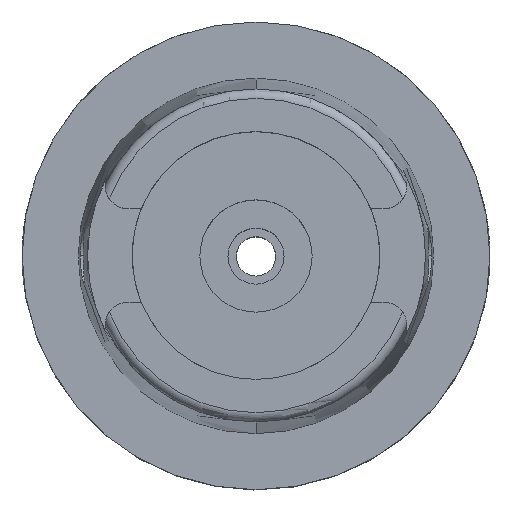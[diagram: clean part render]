
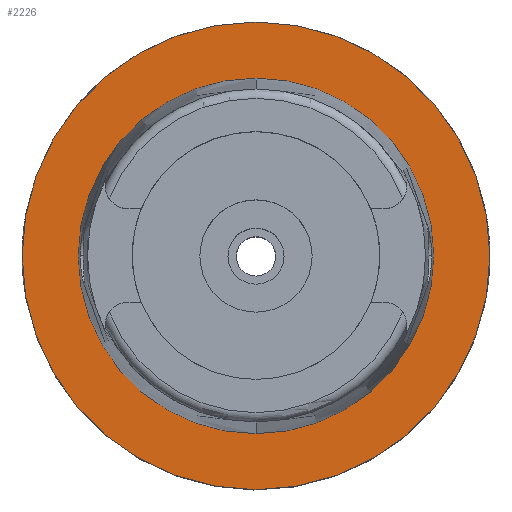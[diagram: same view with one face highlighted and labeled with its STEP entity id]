
A CAD part, top view. The second image highlights one B-rep face of the part: STEP entity #2226.
In plain terms, the highlighted planar face has unit normal (0, 0, 1).
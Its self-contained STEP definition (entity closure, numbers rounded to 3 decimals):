
#86 = PLANE ( 'NONE',  #1517 ) ;
#111 = DIRECTION ( 'NONE',  ( 0., 0., 1. ) ) ;
#305 = VERTEX_POINT ( 'NONE', #3469 ) ;
#308 = ORIENTED_EDGE ( 'NONE', *, *, #2187, .F. ) ;
#374 = CARTESIAN_POINT ( 'NONE',  ( 0., 0., 0. ) ) ;
#423 = DIRECTION ( 'NONE',  ( 0., 0., -1. ) ) ;
#849 = DIRECTION ( 'NONE',  ( 1., 0., 0. ) ) ;
#934 = FACE_BOUND ( 'NONE', #2480, .T. ) ;
#1180 = VERTEX_POINT ( 'NONE', #3678 ) ;
#1368 = FACE_OUTER_BOUND ( 'NONE', #3000, .T. ) ;
#1419 = CIRCLE ( 'NONE', #4021, 38. ) ;
#1477 = ORIENTED_EDGE ( 'NONE', *, *, #3670, .F. ) ;
#1517 = AXIS2_PLACEMENT_3D ( 'NONE', #2146, #3072, #849 ) ;
#2146 = CARTESIAN_POINT ( 'NONE',  ( 0., 0., 0. ) ) ;
#2187 = EDGE_CURVE ( 'NONE', #1180, #305, #4310, .T. ) ;
#2226 = ADVANCED_FACE ( 'NONE', ( #1368, #934 ), #86, .T. ) ;
#2383 = EDGE_CURVE ( 'NONE', #3198, #4264, #3134, .T. ) ;
#2480 = EDGE_LOOP ( 'NONE', ( #3093, #3381 ) ) ;
#2680 = CARTESIAN_POINT ( 'NONE',  ( 0., 0., 0. ) ) ;
#2683 = AXIS2_PLACEMENT_3D ( 'NONE', #374, #3779, #5505 ) ;
#2756 = CARTESIAN_POINT ( 'NONE',  ( 0., 0., 0. ) ) ;
#2777 = DIRECTION ( 'NONE',  ( 0., -1., 0. ) ) ;
#3000 = EDGE_LOOP ( 'NONE', ( #1477, #308 ) ) ;
#3072 = DIRECTION ( 'NONE',  ( 0., 0., 1. ) ) ;
#3093 = ORIENTED_EDGE ( 'NONE', *, *, #4493, .F. ) ;
#3134 = CIRCLE ( 'NONE', #4754, 38. ) ;
#3198 = VERTEX_POINT ( 'NONE', #5190 ) ;
#3300 = CARTESIAN_POINT ( 'NONE',  ( 0., 38., 0. ) ) ;
#3381 = ORIENTED_EDGE ( 'NONE', *, *, #2383, .F. ) ;
#3469 = CARTESIAN_POINT ( 'NONE',  ( 0., 50., 0. ) ) ;
#3612 = DIRECTION ( 'NONE',  ( 0., 0., 1. ) ) ;
#3670 = EDGE_CURVE ( 'NONE', #305, #1180, #5543, .T. ) ;
#3678 = CARTESIAN_POINT ( 'NONE',  ( 0., -50., 0. ) ) ;
#3779 = DIRECTION ( 'NONE',  ( 0., 0., -1. ) ) ;
#4011 = AXIS2_PLACEMENT_3D ( 'NONE', #4670, #423, #4314 ) ;
#4021 = AXIS2_PLACEMENT_3D ( 'NONE', #2680, #111, #4816 ) ;
#4264 = VERTEX_POINT ( 'NONE', #3300 ) ;
#4310 = CIRCLE ( 'NONE', #2683, 50. ) ;
#4314 = DIRECTION ( 'NONE',  ( 0., 1., 0. ) ) ;
#4493 = EDGE_CURVE ( 'NONE', #4264, #3198, #1419, .T. ) ;
#4670 = CARTESIAN_POINT ( 'NONE',  ( 0., 0., 0. ) ) ;
#4754 = AXIS2_PLACEMENT_3D ( 'NONE', #2756, #3612, #2777 ) ;
#4816 = DIRECTION ( 'NONE',  ( 0., 1., 0. ) ) ;
#5190 = CARTESIAN_POINT ( 'NONE',  ( 0., -38., 0. ) ) ;
#5505 = DIRECTION ( 'NONE',  ( 0., -1., 0. ) ) ;
#5543 = CIRCLE ( 'NONE', #4011, 50. ) ;
